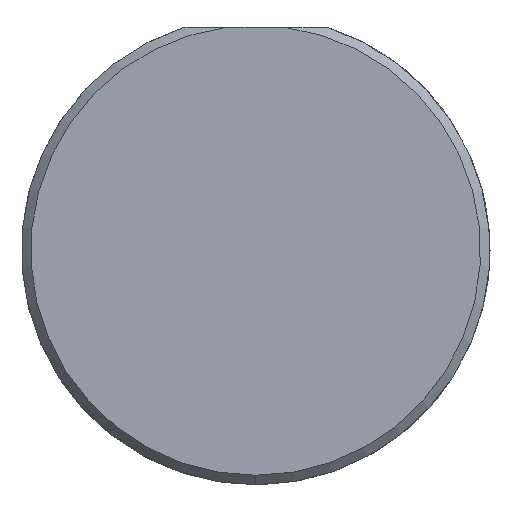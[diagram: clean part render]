
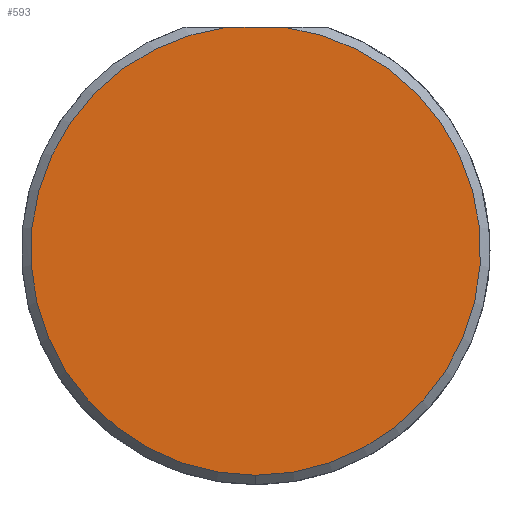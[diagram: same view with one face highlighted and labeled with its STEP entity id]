
A CAD part, left-side view. The second image highlights one B-rep face of the part: STEP entity #593.
In plain terms, the highlighted planar face has unit normal (-1, 0, 0).
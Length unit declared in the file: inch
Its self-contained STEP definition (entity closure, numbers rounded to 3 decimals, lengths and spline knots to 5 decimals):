
#30 = AXIS2_PLACEMENT_3D ( 'NONE', #548, #215, #600 ) ;
#72 = EDGE_LOOP ( 'NONE', ( #556, #267, #675 ) ) ;
#82 = CARTESIAN_POINT ( 'NONE',  ( 0., 0., 0. ) ) ;
#122 = VERTEX_POINT ( 'NONE', #270 ) ;
#152 = AXIS2_PLACEMENT_3D ( 'NONE', #82, #360, #249 ) ;
#163 = EDGE_CURVE ( 'NONE', #481, #122, #668, .T. ) ;
#215 = DIRECTION ( 'NONE',  ( 1., 0., 0. ) ) ;
#234 = CARTESIAN_POINT ( 'NONE',  ( 0., -0.03091, 0.23785 ) ) ;
#245 = CARTESIAN_POINT ( 'NONE',  ( 0., 0.03091, 0.23785 ) ) ;
#249 = DIRECTION ( 'NONE',  ( 0., 0., -1. ) ) ;
#265 = FACE_OUTER_BOUND ( 'NONE', #72, .T. ) ;
#267 = ORIENTED_EDGE ( 'NONE', *, *, #163, .T. ) ;
#269 = PLANE ( 'NONE',  #30 ) ;
#270 = CARTESIAN_POINT ( 'NONE',  ( 0., 0., -0.23985 ) ) ;
#329 = VERTEX_POINT ( 'NONE', #234 ) ;
#355 = CARTESIAN_POINT ( 'NONE',  ( 0., 0.24985, 0.23785 ) ) ;
#360 = DIRECTION ( 'NONE',  ( -1., 0., 0. ) ) ;
#363 = DIRECTION ( 'NONE',  ( 0., 0., -1. ) ) ;
#411 = DIRECTION ( 'NONE',  ( 0., 1., 0. ) ) ;
#414 = AXIS2_PLACEMENT_3D ( 'NONE', #434, #486, #363 ) ;
#434 = CARTESIAN_POINT ( 'NONE',  ( 0., 0., 0. ) ) ;
#472 = LINE ( 'NONE', #355, #579 ) ;
#481 = VERTEX_POINT ( 'NONE', #245 ) ;
#486 = DIRECTION ( 'NONE',  ( -1., 0., 0. ) ) ;
#515 = EDGE_CURVE ( 'NONE', #329, #481, #472, .T. ) ;
#535 = EDGE_CURVE ( 'NONE', #122, #329, #567, .T. ) ;
#548 = CARTESIAN_POINT ( 'NONE',  ( 0., 0., 0. ) ) ;
#556 = ORIENTED_EDGE ( 'NONE', *, *, #515, .T. ) ;
#567 = CIRCLE ( 'NONE', #152, 0.23985 ) ;
#579 = VECTOR ( 'NONE', #411, 39.37008 ) ;
#593 = ADVANCED_FACE ( 'NONE', ( #265 ), #269, .F. ) ;
#600 = DIRECTION ( 'NONE',  ( 0., 0., -1. ) ) ;
#668 = CIRCLE ( 'NONE', #414, 0.23985 ) ;
#675 = ORIENTED_EDGE ( 'NONE', *, *, #535, .T. ) ;
